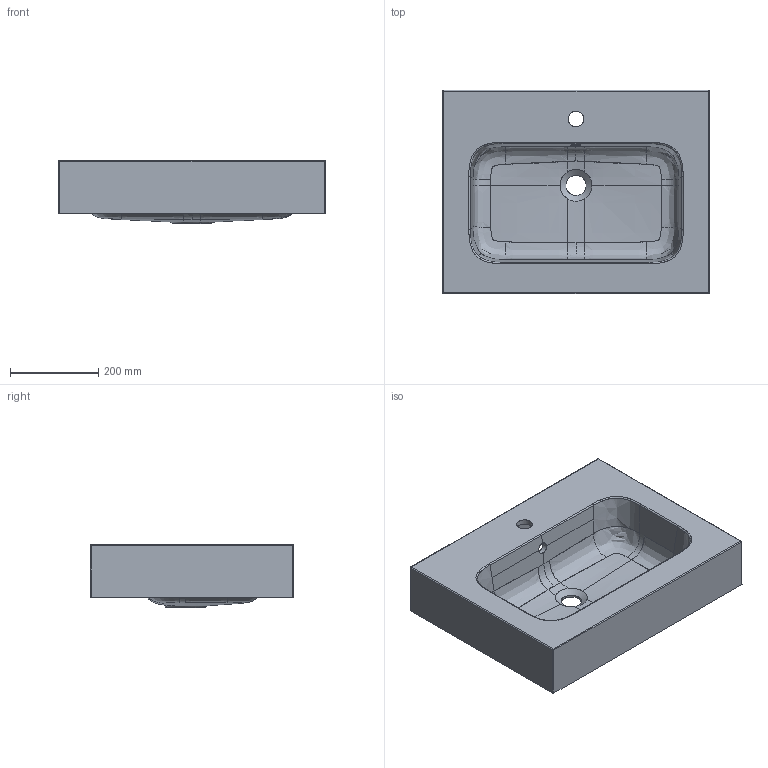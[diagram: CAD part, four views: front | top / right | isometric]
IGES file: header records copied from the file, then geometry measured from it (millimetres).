
Global section: file name: 80_7673_06_11_10_ BOTTEGA 60x46.igs; native system: NX V8.5; preprocessor: SIEMENS PLM Software NX 8.5; date: 20201228.135002; units: millimetre
Bounding box: 605 x 460 x 143 mm (x, y, z)
Surface area: 1255287.8 mm2 (no closed solid volume)
Topology: 0 solids, 0 shells, 176 faces, 1436 edges, 1414 vertices
Faces by surface type: bspline 152, offset 24
